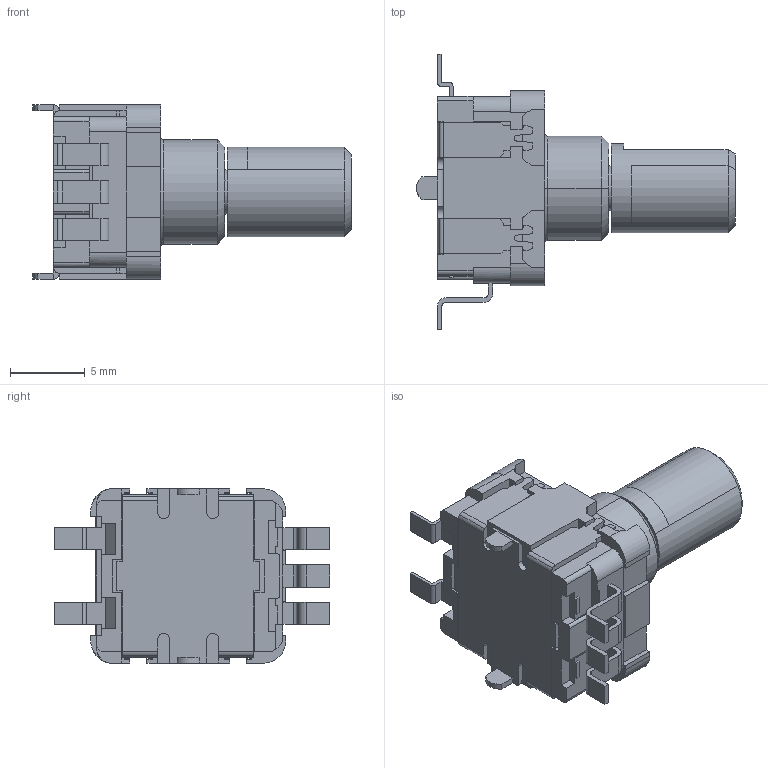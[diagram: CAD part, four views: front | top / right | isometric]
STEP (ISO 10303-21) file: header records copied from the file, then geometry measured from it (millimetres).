
FILE_DESCRIPTION (( 'STEP AP214' ), '1' );
FILE_NAME ('prs11s-n20f-503b1.STEP', '2021-12-03T05:19:12', ( '' ), ( '' ), 'SwSTEP 2.0', 'SolidWorks 2020', '' );
FILE_SCHEMA (( 'AUTOMOTIVE_DESIGN' ));
Length unit declared in the file: millimetre
Products named in the file (1): prs11s-n20f-503b1
Bounding box: 21.4 x 18.5 x 11.7 mm (x, y, z)
Volume: 1321.9 mm3; surface area: 1266.7 mm2
Topology: 1 solids, 33 shells, 717 faces, 1859 edges, 1194 vertices
Faces by surface type: plane 481, cylinder 190, cone 41, torus 5
Entity records: 23090 total; most frequent: CARTESIAN_POINT 4394, ORIENTED_EDGE 3702, DIRECTION 3513, EDGE_CURVE 1851, LINE 1367, VECTOR 1367, VERTEX_POINT 1194, AXIS2_PLACEMENT_3D 1073
